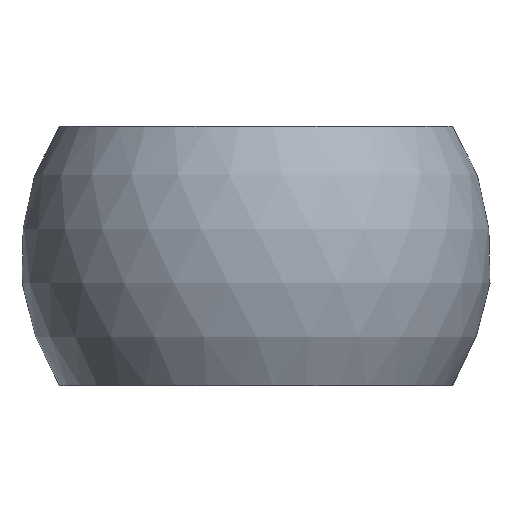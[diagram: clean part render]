
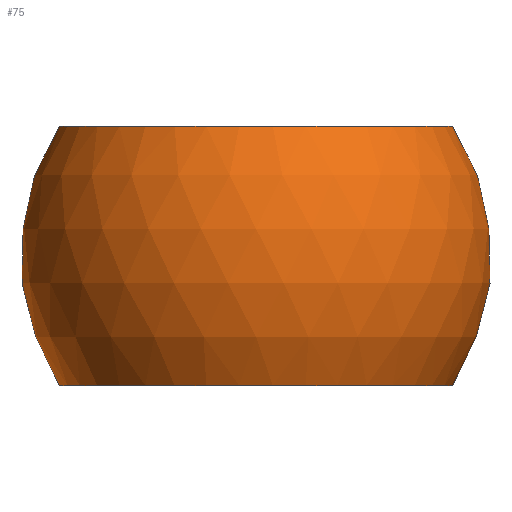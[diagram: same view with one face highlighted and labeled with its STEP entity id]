
A CAD part, left-side view. The second image highlights one B-rep face of the part: STEP entity #75.
In plain terms, the highlighted spherical face has radius 20 mm.
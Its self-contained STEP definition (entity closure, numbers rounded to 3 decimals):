
#75 = ADVANCED_FACE( '', ( #89 ), #90, .T. );
#89 = FACE_OUTER_BOUND( '', #122, .T. );
#90 = SPHERICAL_SURFACE( '', #123, 20. );
#122 = EDGE_LOOP( '', ( #323, #324, #325, #326 ) );
#123 = AXIS2_PLACEMENT_3D( '', #327, #328, #329 );
#323 = ORIENTED_EDGE( '', *, *, #396, .F. );
#324 = ORIENTED_EDGE( '', *, *, #397, .T. );
#325 = ORIENTED_EDGE( '', *, *, #398, .T. );
#326 = ORIENTED_EDGE( '', *, *, #399, .T. );
#327 = CARTESIAN_POINT( '', ( 0., 0., 0. ) );
#328 = DIRECTION( '', ( 0., 0., 1. ) );
#329 = DIRECTION( '', ( 1., 0., 0. ) );
#396 = EDGE_CURVE( '', #416, #417, #418, .T. );
#397 = EDGE_CURVE( '', #416, #419, #420, .T. );
#398 = EDGE_CURVE( '', #419, #421, #422, .T. );
#399 = EDGE_CURVE( '', #421, #417, #423, .T. );
#416 = VERTEX_POINT( '', #450 );
#417 = VERTEX_POINT( '', #451 );
#418 = CIRCLE( '', #452, 16.703 );
#419 = VERTEX_POINT( '', #453 );
#420 = CIRCLE( '', #454, 11.304 );
#421 = VERTEX_POINT( '', #455 );
#422 = CIRCLE( '', #456, 16.703 );
#423 = CIRCLE( '', #457, 11.304 );
#450 = CARTESIAN_POINT( '', ( 16.499, 2.605, 11. ) );
#451 = CARTESIAN_POINT( '', ( 16.499, -2.605, 11. ) );
#452 = AXIS2_PLACEMENT_3D( '', #530, #531, #532 );
#453 = CARTESIAN_POINT( '', ( 16.499, 2.605, -11. ) );
#454 = AXIS2_PLACEMENT_3D( '', #533, #534, #535 );
#455 = CARTESIAN_POINT( '', ( 16.499, -2.605, -11. ) );
#456 = AXIS2_PLACEMENT_3D( '', #536, #537, #538 );
#457 = AXIS2_PLACEMENT_3D( '', #539, #540, #541 );
#530 = CARTESIAN_POINT( '', ( 0., 0., 11. ) );
#531 = DIRECTION( '', ( 0., 0., 1. ) );
#532 = DIRECTION( '', ( 1., 0., 0. ) );
#533 = CARTESIAN_POINT( '', ( 16.499, 0., 0. ) );
#534 = DIRECTION( '', ( -1., 0., 0. ) );
#535 = DIRECTION( '', ( 0., 0., 1. ) );
#536 = CARTESIAN_POINT( '', ( 0., 0., -11. ) );
#537 = DIRECTION( '', ( 0., 0., 1. ) );
#538 = DIRECTION( '', ( 1., 0., 0. ) );
#539 = CARTESIAN_POINT( '', ( 16.499, 0., 0. ) );
#540 = DIRECTION( '', ( -1., 0., 0. ) );
#541 = DIRECTION( '', ( 0., 0., 1. ) );
